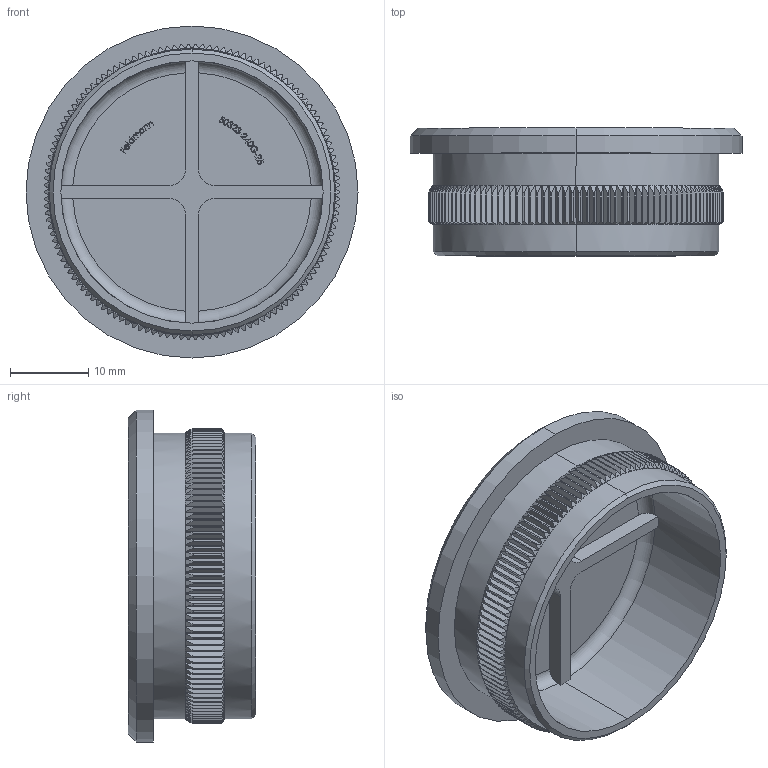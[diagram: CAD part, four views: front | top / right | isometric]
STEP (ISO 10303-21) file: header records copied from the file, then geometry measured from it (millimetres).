
FILE_DESCRIPTION (( 'STEP AP203' ), '1' );
FILE_NAME ('50323-240G-25.STEP', '2018-11-19T11:45:27', ( '' ), ( '' ), 'SwSTEP 2.0', 'SolidWorks 2015', '' );
FILE_SCHEMA (( 'CONFIG_CONTROL_DESIGN' ));
Length unit declared in the file: millimetre
Products named in the file (1): 50323-240G-25
Bounding box: 42.4 x 16.3 x 42.4 mm (x, y, z)
Volume: 6900.5 mm3; surface area: 6704.5 mm2
Topology: 1 solids, 1 shells, 1225 faces, 3054 edges, 1860 vertices
Faces by surface type: plane 678, cone 264, cylinder 142, bspline 137, torus 4
Entity records: 44171 total; most frequent: CARTESIAN_POINT 16469, ORIENTED_EDGE 6108, DIRECTION 5246, EDGE_CURVE 3054, AXIS2_PLACEMENT_3D 1905, VERTEX_POINT 1860, LINE 1436, VECTOR 1436
